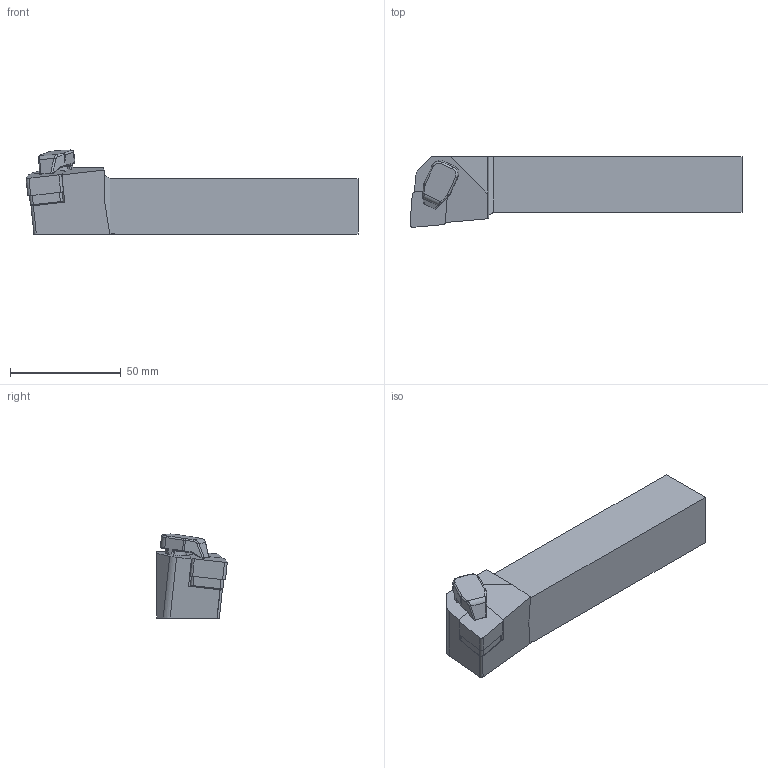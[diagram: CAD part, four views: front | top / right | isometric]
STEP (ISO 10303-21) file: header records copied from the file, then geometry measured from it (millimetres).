
FILE_DESCRIPTION (( 'STEP AP214' ), '1' );
FILE_NAME ('CCLNR-2525-M1607C-LIGHT.STP', '2023-11-01T09:44:11', ( '' ), ( '' ), 'SwSTEP 2.0', 'SolidWorks 2018', '' );
FILE_SCHEMA (( 'AUTOMOTIVE_DESIGN' ));
Length unit declared in the file: millimetre
Products named in the file (1): CCLNR-2525-M1607C-LIGHT
Bounding box: 149.89 x 31.88 x 37.93 mm (x, y, z)
Volume: 98547.7 mm3; surface area: 18701.6 mm2
Topology: 2 solids, 2 shells, 167 faces, 416 edges, 250 vertices
Faces by surface type: plane 68, cylinder 61, torus 17, cone 13, bspline 8
Entity records: 6871 total; most frequent: CARTESIAN_POINT 1055, DIRECTION 840, ORIENTED_EDGE 824, EDGE_CURVE 412, AXIS2_PLACEMENT_3D 299, VERTEX_POINT 250, VECTOR 242, LINE 242
